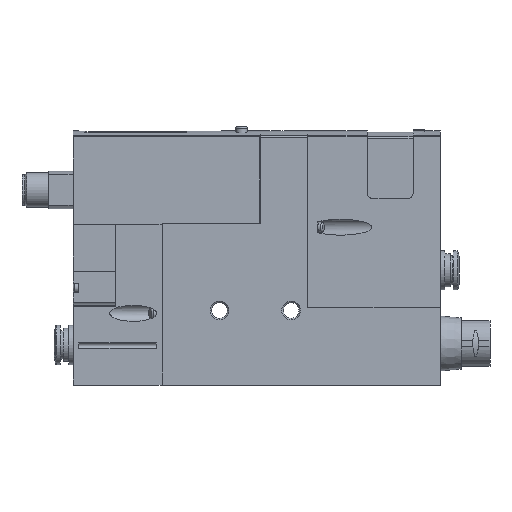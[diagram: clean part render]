
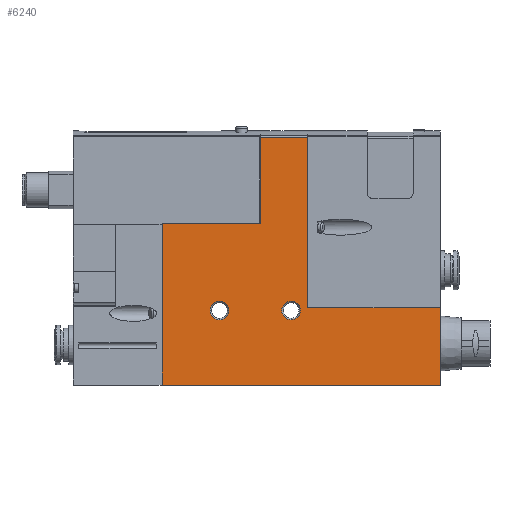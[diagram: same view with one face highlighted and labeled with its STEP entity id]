
A CAD part, top view. The second image highlights one B-rep face of the part: STEP entity #6240.
In plain terms, the highlighted planar face has unit normal (0, 0, 1).
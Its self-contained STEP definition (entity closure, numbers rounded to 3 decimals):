
#308=CIRCLE('',#6650,3.25);
#309=CIRCLE('',#6651,3.25);
#935=ORIENTED_EDGE('',*,*,#1894,.T.);
#936=ORIENTED_EDGE('',*,*,#1895,.T.);
#937=ORIENTED_EDGE('',*,*,#1890,.T.);
#938=ORIENTED_EDGE('',*,*,#1868,.T.);
#939=ORIENTED_EDGE('',*,*,#1677,.T.);
#940=ORIENTED_EDGE('',*,*,#1796,.T.);
#941=ORIENTED_EDGE('',*,*,#1876,.T.);
#942=ORIENTED_EDGE('',*,*,#1885,.T.);
#943=ORIENTED_EDGE('',*,*,#1887,.T.);
#944=ORIENTED_EDGE('',*,*,#1896,.T.);
#1677=EDGE_CURVE('',#2238,#2237,#2634,.T.);
#1796=EDGE_CURVE('',#2237,#2336,#2730,.T.);
#1868=EDGE_CURVE('',#2379,#2238,#2774,.T.);
#1876=EDGE_CURVE('',#2336,#2383,#2779,.T.);
#1885=EDGE_CURVE('',#2383,#2389,#2787,.T.);
#1887=EDGE_CURVE('',#2389,#2390,#2788,.T.);
#1890=EDGE_CURVE('',#2392,#2379,#2790,.T.);
#1894=EDGE_CURVE('',#2394,#2394,#308,.T.);
#1895=EDGE_CURVE('',#2395,#2395,#309,.T.);
#1896=EDGE_CURVE('',#2390,#2392,#2792,.T.);
#2237=VERTEX_POINT('',#8629);
#2238=VERTEX_POINT('',#8631);
#2336=VERTEX_POINT('',#8862);
#2379=VERTEX_POINT('',#9037);
#2383=VERTEX_POINT('',#9049);
#2389=VERTEX_POINT('',#9065);
#2390=VERTEX_POINT('',#9069);
#2392=VERTEX_POINT('',#9076);
#2394=VERTEX_POINT('',#9083);
#2395=VERTEX_POINT('',#9085);
#2634=LINE('',#8630,#2928);
#2730=LINE('',#8863,#3024);
#2774=LINE('',#9036,#3068);
#2779=LINE('',#9050,#3073);
#2787=LINE('',#9066,#3081);
#2788=LINE('',#9070,#3082);
#2790=LINE('',#9075,#3084);
#2792=LINE('',#9086,#3086);
#2928=VECTOR('',#7156,1000.);
#3024=VECTOR('',#7328,1000.);
#3068=VECTOR('',#7546,1000.);
#3073=VECTOR('',#7559,1000.);
#3081=VECTOR('',#7571,1000.);
#3082=VECTOR('',#7576,1000.);
#3084=VECTOR('',#7582,1000.);
#3086=VECTOR('',#7594,1000.);
#3324=EDGE_LOOP('',(#935));
#3325=EDGE_LOOP('',(#936));
#3326=EDGE_LOOP('',(#937,#938,#939,#940,#941,#942,#943,#944));
#3792=FACE_BOUND('',#3324,.T.);
#3793=FACE_BOUND('',#3325,.T.);
#3794=FACE_BOUND('',#3326,.T.);
#4180=PLANE('',#6649);
#6240=ADVANCED_FACE('',(#3792,#3793,#3794),#4180,.T.);
#6649=AXIS2_PLACEMENT_3D('',#9081,#7588,#7589);
#6650=AXIS2_PLACEMENT_3D('',#9082,#7590,#7591);
#6651=AXIS2_PLACEMENT_3D('',#9084,#7592,#7593);
#7156=DIRECTION('',(0.,-1.,0.));
#7328=DIRECTION('',(1.,0.,0.));
#7546=DIRECTION('',(-1.,0.,0.));
#7559=DIRECTION('',(0.,1.,0.));
#7571=DIRECTION('',(-1.,0.,0.));
#7576=DIRECTION('',(0.,1.,0.));
#7582=DIRECTION('',(0.,-1.,0.));
#7588=DIRECTION('',(0.,0.,1.));
#7589=DIRECTION('',(1.,0.,0.));
#7590=DIRECTION('',(0.,0.,-1.));
#7591=DIRECTION('',(-1.,0.,0.));
#7592=DIRECTION('',(0.,0.,-1.));
#7593=DIRECTION('',(-1.,0.,0.));
#7594=DIRECTION('',(-1.,0.,0.));
#8629=CARTESIAN_POINT('',(31.,0.,10.25));
#8630=CARTESIAN_POINT('',(31.,56.4,10.25));
#8631=CARTESIAN_POINT('',(31.,56.4,10.25));
#8862=CARTESIAN_POINT('',(128.,0.,10.25));
#8863=CARTESIAN_POINT('',(31.,0.,10.25));
#9036=CARTESIAN_POINT('',(65.3,56.4,10.25));
#9037=CARTESIAN_POINT('',(65.3,56.4,10.25));
#9049=CARTESIAN_POINT('',(128.,27.,10.25));
#9050=CARTESIAN_POINT('',(128.,0.,10.25));
#9065=CARTESIAN_POINT('',(81.749,27.,10.25));
#9066=CARTESIAN_POINT('',(128.,27.,10.25));
#9069=CARTESIAN_POINT('',(81.749,86.442,10.25));
#9070=CARTESIAN_POINT('',(81.749,27.,10.25));
#9075=CARTESIAN_POINT('',(65.3,90.,10.25));
#9076=CARTESIAN_POINT('',(65.3,86.442,10.25));
#9081=CARTESIAN_POINT('',(0.,0.,10.25));
#9082=CARTESIAN_POINT('',(76.,26.,10.25));
#9083=CARTESIAN_POINT('',(72.75,26.,10.25));
#9084=CARTESIAN_POINT('',(51.,26.,10.25));
#9085=CARTESIAN_POINT('',(47.75,26.,10.25));
#9086=CARTESIAN_POINT('',(81.75,86.442,10.25));
